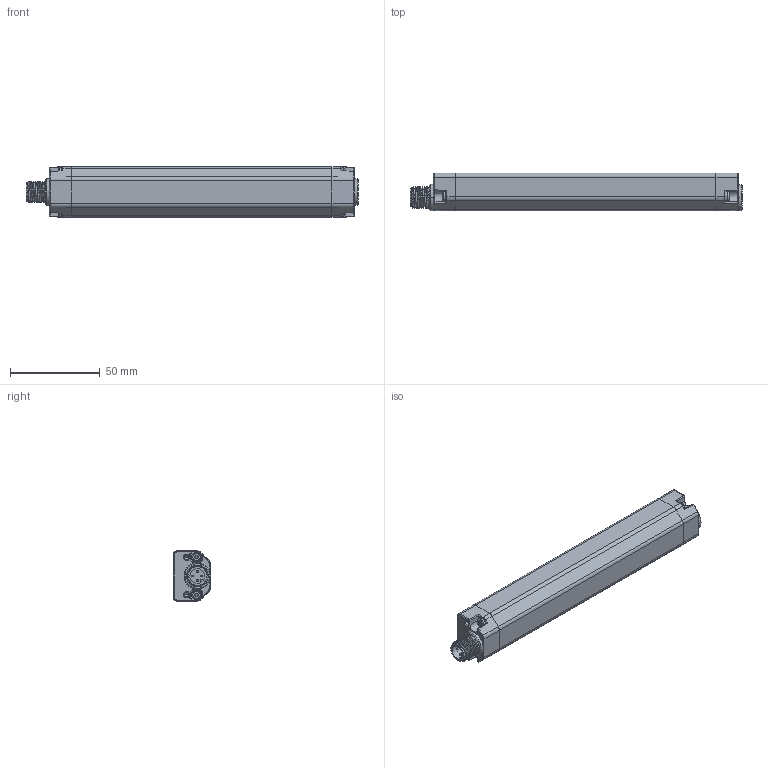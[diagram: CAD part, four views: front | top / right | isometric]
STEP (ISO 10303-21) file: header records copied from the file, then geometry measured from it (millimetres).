
FILE_DESCRIPTION((''),'2;1');
FILE_NAME('157885_SM01_ASM','2023-06-29T08:36:45',('banengservice'),('BANNER ENGINEERING'),'CREO PARAMETRIC BY PTC INC, 2022414','CREO PARAMETRIC BY PTC INC, 2022414','');
FILE_SCHEMA(('CONFIG_CONTROL_DESIGN'));
Length unit declared in the file: inch
Products named in the file (2): 157885_EP01; 157885_SM01_ASM
Assembly tree (1 placements, depth 2):
  157885_SM01_ASM
    157885_EP01
Bounding box: 185 x 21.01 x 28 mm (x, y, z)
Volume: 90623.6 mm3; surface area: 18555.7 mm2
Topology: 1 solids, 1 shells, 371 faces, 929 edges, 572 vertices
Faces by surface type: cylinder 146, plane 122, cone 55, torus 24, bspline 16, sphere 8
Entity records: 15893 total; most frequent: CARTESIAN_POINT 6971, DIRECTION 1904, ORIENTED_EDGE 1842, EDGE_CURVE 921, AXIS2_PLACEMENT_3D 721, VERTEX_POINT 572, VECTOR 462, LINE 462
